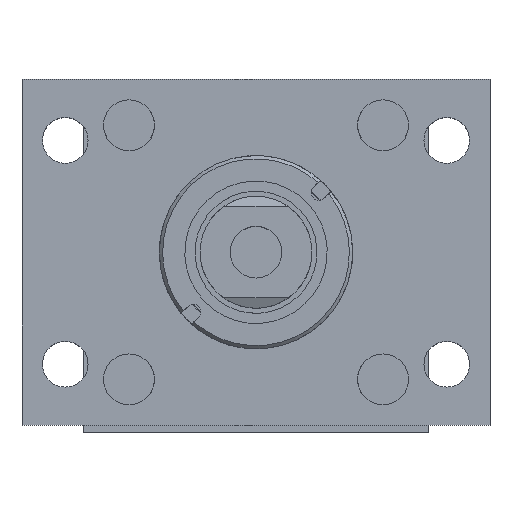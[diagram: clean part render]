
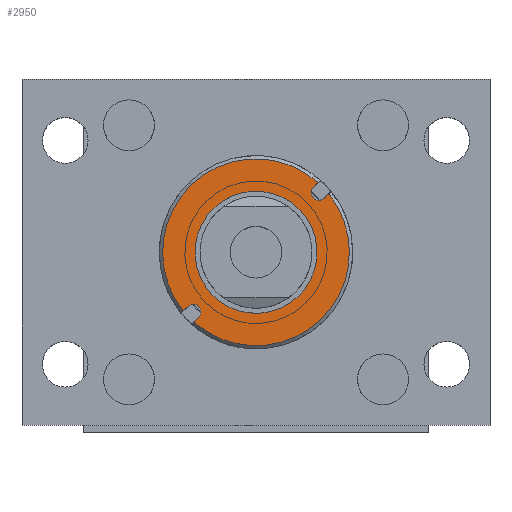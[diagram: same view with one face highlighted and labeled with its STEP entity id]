
A CAD part, top view. The second image highlights one B-rep face of the part: STEP entity #2950.
In plain terms, the highlighted face is planar.
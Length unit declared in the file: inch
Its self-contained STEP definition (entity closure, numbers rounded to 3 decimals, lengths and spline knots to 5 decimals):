
#128 = EDGE_CURVE ( 'NONE', #2048, #6487, #1880, .T. ) ;
#276 = DIRECTION ( 'NONE',  ( 0., 0., 1. ) ) ;
#305 = DIRECTION ( 'NONE',  ( 0., 0., 1. ) ) ;
#415 = AXIS2_PLACEMENT_3D ( 'NONE', #5173, #9189, #9959 ) ;
#446 = ORIENTED_EDGE ( 'NONE', *, *, #1177, .T. ) ;
#554 = VERTEX_POINT ( 'NONE', #7697 ) ;
#726 = CARTESIAN_POINT ( 'NONE',  ( 9.17484, 17.5298, -0.094 ) ) ;
#791 = ORIENTED_EDGE ( 'NONE', *, *, #1964, .F. ) ;
#817 = CIRCLE ( 'NONE', #415, 0.094 ) ;
#1097 = CIRCLE ( 'NONE', #9443, 0.75 ) ;
#1177 = EDGE_CURVE ( 'NONE', #2048, #1206, #9138, .T. ) ;
#1206 = VERTEX_POINT ( 'NONE', #4937 ) ;
#1354 = PLANE ( 'NONE',  #6532 ) ;
#1461 = LINE ( 'NONE', #3931, #3804 ) ;
#1614 = DIRECTION ( 'NONE',  ( 0., 1., 0. ) ) ;
#1792 = CIRCLE ( 'NONE', #2354, 0.094 ) ;
#1880 = LINE ( 'NONE', #7712, #3615 ) ;
#1964 = EDGE_CURVE ( 'NONE', #8418, #7200, #1097, .T. ) ;
#2027 = ORIENTED_EDGE ( 'NONE', *, *, #5702, .F. ) ;
#2048 = VERTEX_POINT ( 'NONE', #8543 ) ;
#2149 = CARTESIAN_POINT ( 'NONE',  ( 9.17484, 17.4443, -0.094 ) ) ;
#2211 = VECTOR ( 'NONE', #7900, 39.37008 ) ;
#2291 = CARTESIAN_POINT ( 'NONE',  ( 9.17484, 16.3823, 0.75 ) ) ;
#2354 = AXIS2_PLACEMENT_3D ( 'NONE', #3354, #8884, #2579 ) ;
#2579 = DIRECTION ( 'NONE',  ( 0., 0., -1. ) ) ;
#2634 = CARTESIAN_POINT ( 'NONE',  ( 9.17484, 15.3203, -0.094 ) ) ;
#2721 = CARTESIAN_POINT ( 'NONE',  ( 9.17484, 16.3823, 0. ) ) ;
#2799 = CIRCLE ( 'NONE', #5318, 1.1475 ) ;
#2853 = EDGE_CURVE ( 'NONE', #4603, #6487, #817, .T. ) ;
#2922 = VERTEX_POINT ( 'NONE', #5275 ) ;
#2950 = ADVANCED_FACE ( 'NONE', ( #3281, #3791 ), #1354, .F. ) ;
#3005 = ORIENTED_EDGE ( 'NONE', *, *, #128, .F. ) ;
#3019 = CARTESIAN_POINT ( 'NONE',  ( 9.17484, 16.3823, 0. ) ) ;
#3281 = FACE_OUTER_BOUND ( 'NONE', #5864, .T. ) ;
#3282 = DIRECTION ( 'NONE',  ( 0., 0., 1. ) ) ;
#3354 = CARTESIAN_POINT ( 'NONE',  ( 9.17484, 15.3203, 0. ) ) ;
#3519 = DIRECTION ( 'NONE',  ( -1., 0., 0. ) ) ;
#3573 = CARTESIAN_POINT ( 'NONE',  ( 9.17484, 17.5298, 0. ) ) ;
#3615 = VECTOR ( 'NONE', #7082, 39.37008 ) ;
#3704 = AXIS2_PLACEMENT_3D ( 'NONE', #8801, #8013, #3282 ) ;
#3791 = FACE_BOUND ( 'NONE', #8061, .T. ) ;
#3804 = VECTOR ( 'NONE', #1614, 39.37008 ) ;
#3885 = ORIENTED_EDGE ( 'NONE', *, *, #8055, .T. ) ;
#3931 = CARTESIAN_POINT ( 'NONE',  ( 9.17484, 17.5298, 0.094 ) ) ;
#4202 = DIRECTION ( 'NONE',  ( -1., 0., 0. ) ) ;
#4312 = CIRCLE ( 'NONE', #5829, 0.75 ) ;
#4422 = CIRCLE ( 'NONE', #4710, 1.1475 ) ;
#4603 = VERTEX_POINT ( 'NONE', #9669 ) ;
#4617 = ORIENTED_EDGE ( 'NONE', *, *, #2853, .T. ) ;
#4629 = VERTEX_POINT ( 'NONE', #2634 ) ;
#4670 = DIRECTION ( 'NONE',  ( -1., 0., 0. ) ) ;
#4710 = AXIS2_PLACEMENT_3D ( 'NONE', #2721, #3519, #8240 ) ;
#4937 = CARTESIAN_POINT ( 'NONE',  ( 9.17484, 16.3823, -1.1475 ) ) ;
#5077 = VERTEX_POINT ( 'NONE', #5260 ) ;
#5173 = CARTESIAN_POINT ( 'NONE',  ( 9.17484, 17.4443, 0. ) ) ;
#5188 = EDGE_CURVE ( 'NONE', #2922, #4603, #8872, .T. ) ;
#5260 = CARTESIAN_POINT ( 'NONE',  ( 9.17484, 15.3203, 0.094 ) ) ;
#5275 = CARTESIAN_POINT ( 'NONE',  ( 9.17484, 17.52594, 0.094 ) ) ;
#5318 = AXIS2_PLACEMENT_3D ( 'NONE', #6484, #4202, #276 ) ;
#5388 = EDGE_CURVE ( 'NONE', #7200, #8418, #4312, .T. ) ;
#5643 = EDGE_CURVE ( 'NONE', #8327, #4629, #7749, .T. ) ;
#5702 = EDGE_CURVE ( 'NONE', #554, #5077, #1461, .T. ) ;
#5829 = AXIS2_PLACEMENT_3D ( 'NONE', #6631, #9749, #305 ) ;
#5864 = EDGE_LOOP ( 'NONE', ( #446, #7124, #8190, #3885, #2027, #7474, #6321, #4617, #3005 ) ) ;
#6095 = EDGE_CURVE ( 'NONE', #1206, #8327, #4422, .T. ) ;
#6216 = ORIENTED_EDGE ( 'NONE', *, *, #5388, .F. ) ;
#6321 = ORIENTED_EDGE ( 'NONE', *, *, #5188, .T. ) ;
#6484 = CARTESIAN_POINT ( 'NONE',  ( 9.17484, 16.3823, 0. ) ) ;
#6487 = VERTEX_POINT ( 'NONE', #2149 ) ;
#6532 = AXIS2_PLACEMENT_3D ( 'NONE', #3573, #6834, #7627 ) ;
#6631 = CARTESIAN_POINT ( 'NONE',  ( 9.17484, 16.3823, 0. ) ) ;
#6658 = CARTESIAN_POINT ( 'NONE',  ( 9.17484, 16.3823, -0.75 ) ) ;
#6834 = DIRECTION ( 'NONE',  ( 1., 0., 0. ) ) ;
#6887 = CARTESIAN_POINT ( 'NONE',  ( 9.17484, 15.23865, -0.094 ) ) ;
#7082 = DIRECTION ( 'NONE',  ( 0., -1., 0. ) ) ;
#7124 = ORIENTED_EDGE ( 'NONE', *, *, #6095, .T. ) ;
#7148 = DIRECTION ( 'NONE',  ( 0., -1., 0. ) ) ;
#7200 = VERTEX_POINT ( 'NONE', #2291 ) ;
#7474 = ORIENTED_EDGE ( 'NONE', *, *, #7572, .T. ) ;
#7572 = EDGE_CURVE ( 'NONE', #554, #2922, #2799, .T. ) ;
#7627 = DIRECTION ( 'NONE',  ( 0., 1., 0. ) ) ;
#7697 = CARTESIAN_POINT ( 'NONE',  ( 9.17484, 15.23865, 0.094 ) ) ;
#7712 = CARTESIAN_POINT ( 'NONE',  ( 9.17484, 17.5298, -0.094 ) ) ;
#7749 = LINE ( 'NONE', #726, #2211 ) ;
#7900 = DIRECTION ( 'NONE',  ( 0., 1., 0. ) ) ;
#8013 = DIRECTION ( 'NONE',  ( -1., 0., 0. ) ) ;
#8055 = EDGE_CURVE ( 'NONE', #4629, #5077, #1792, .T. ) ;
#8061 = EDGE_LOOP ( 'NONE', ( #6216, #791 ) ) ;
#8190 = ORIENTED_EDGE ( 'NONE', *, *, #5643, .T. ) ;
#8240 = DIRECTION ( 'NONE',  ( 0., 0., 1. ) ) ;
#8327 = VERTEX_POINT ( 'NONE', #6887 ) ;
#8418 = VERTEX_POINT ( 'NONE', #6658 ) ;
#8543 = CARTESIAN_POINT ( 'NONE',  ( 9.17484, 17.52594, -0.094 ) ) ;
#8604 = DIRECTION ( 'NONE',  ( 0., 0., 1. ) ) ;
#8801 = CARTESIAN_POINT ( 'NONE',  ( 9.17484, 16.3823, 0. ) ) ;
#8872 = LINE ( 'NONE', #9673, #9251 ) ;
#8884 = DIRECTION ( 'NONE',  ( 1., 0., 0. ) ) ;
#9138 = CIRCLE ( 'NONE', #3704, 1.1475 ) ;
#9189 = DIRECTION ( 'NONE',  ( 1., 0., 0. ) ) ;
#9251 = VECTOR ( 'NONE', #7148, 39.37008 ) ;
#9443 = AXIS2_PLACEMENT_3D ( 'NONE', #3019, #4670, #8604 ) ;
#9669 = CARTESIAN_POINT ( 'NONE',  ( 9.17484, 17.4443, 0.094 ) ) ;
#9673 = CARTESIAN_POINT ( 'NONE',  ( 9.17484, 17.5298, 0.094 ) ) ;
#9749 = DIRECTION ( 'NONE',  ( -1., 0., 0. ) ) ;
#9959 = DIRECTION ( 'NONE',  ( 0., 0., -1. ) ) ;
